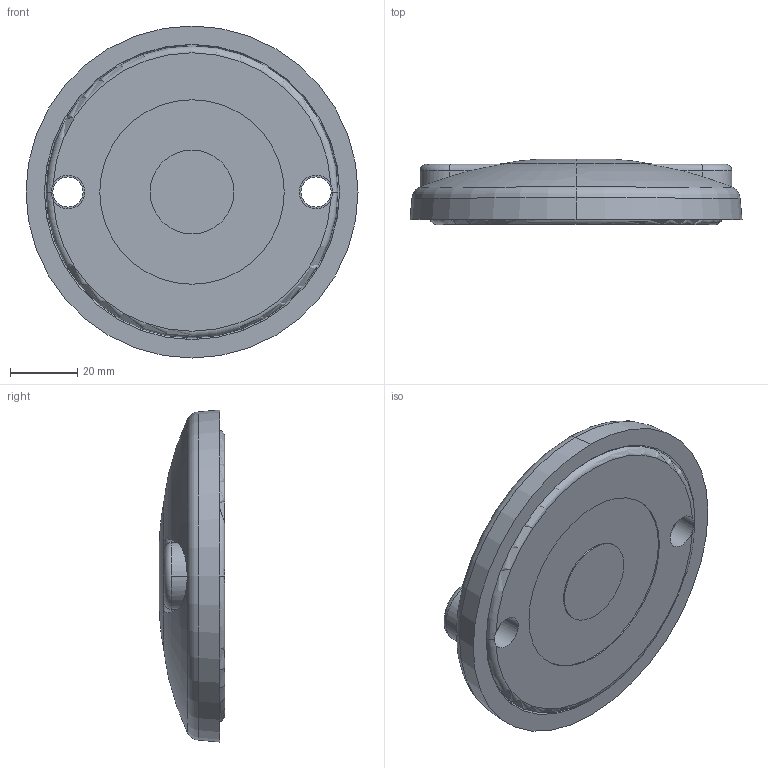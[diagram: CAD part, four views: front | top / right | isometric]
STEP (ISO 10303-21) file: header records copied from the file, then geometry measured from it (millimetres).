
FILE_DESCRIPTION (( 'STEP AP203' ), '1' );
FILE_NAME ('151256.step', '2021-06-08T10:50:31', ( '' ), ( '' ), 'SwSTEP 2.0', 'SolidWorks 2021', '' );
FILE_SCHEMA (( 'CONFIG_CONTROL_DESIGN' ));
Length unit declared in the file: millimetre
Products named in the file (1): 151256
Bounding box: 99 x 19.5 x 99 mm (x, y, z)
Volume: 91478.8 mm3; surface area: 42307.8 mm2
Topology: 2 solids, 2 shells, 327 faces, 880 edges, 562 vertices
Faces by surface type: cylinder 154, plane 70, cone 56, torus 43, sphere 4
Entity records: 11956 total; most frequent: CARTESIAN_POINT 3825, ORIENTED_EDGE 1748, DIRECTION 1668, EDGE_CURVE 874, AXIS2_PLACEMENT_3D 686, VERTEX_POINT 560, CIRCLE 358, EDGE_LOOP 344
